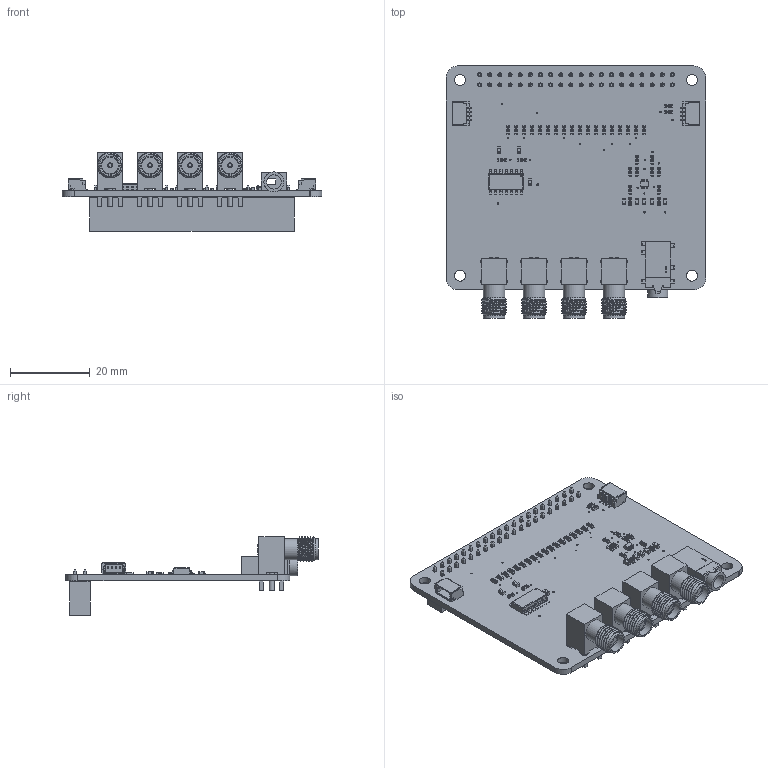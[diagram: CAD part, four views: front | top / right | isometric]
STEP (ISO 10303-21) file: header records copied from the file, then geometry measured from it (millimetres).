
FILE_DESCRIPTION(/* description */ (''),/* implementation_level */ '2;1');
FILE_NAME(/* name */ 'RGBA2140N_A1.step',/* time_stamp */ '2022-01-24T12:06:45+01:00',/* author */ (''),/* organization */ (''),/* preprocessor_version */ 'ST-DEVELOPER v18.1',/* originating_system */ 'Autodesk Translation Framework v10.13.0.1454',/* authorisation */ '');
FILE_SCHEMA (('AUTOMOTIVE_DESIGN { 1 0 10303 214 3 1 1 }'));
Products named in the file (21): RGBA2140N_A1; Board; Packages; SO14; SOT65P210X110-6N; PJ3420ASMT; base; flaske; pin; 0603-CAP; 1X04_1MM_RA; 1X04_1MM_RA (1); 0603-RES; 0603-RES (1); 0603-RES (2); FIDUCIAL_1MM; SMA90_DIP; SMA90_DIP (1); SMA90_DIP (2); SMA90_DIP (3); RASPI_BOARD_B+HAT
Assembly tree (63 placements, depth 4):
  RGBA2140N_A1
    Board
    Packages
      SO14
      SOT65P210X110-6N
      PJ3420ASMT
        base
        flaske
        pin  x6
      0603-CAP  x8
      1X04_1MM_RA
      1X04_1MM_RA (1)
      0603-RES
      0603-RES (1)
      0603-RES (2)  x30
      FIDUCIAL_1MM  x3
      SMA90_DIP
      SMA90_DIP (1)
      SMA90_DIP (2)
      SMA90_DIP (3)
      RASPI_BOARD_B+HAT
Bounding box: 65 x 63.1 x 19.71 mm (x, y, z)
Volume: 10413.6 mm3; surface area: 14172 mm2
Topology: 326 solids, 326 shells, 7427 faces, 18822 edges, 12132 vertices
Faces by surface type: bspline 3748, plane 2980, cylinder 603, sphere 68, cone 28
Full cylindrical faces by diameter (mm): 0.3 x25, 0.406 x10, 0.953 x4, 1 x40, 1.27 x8, 1.5 x4, 1.6 x16, 2.75 x4, 3.6 x1, 4.102 x4, 4.521 x4, 4.775 x4, 4.851 x4, 5 x1, 5.334 x8, 6.35 x12
Entity records: 89413 total; most frequent: CARTESIAN_POINT 28623, ORIENTED_EDGE 12668, DIRECTION 10816, EDGE_CURVE 6334, LINE 4712, VECTOR 4712, VERTEX_POINT 4060, AXIS2_PLACEMENT_3D 3052
